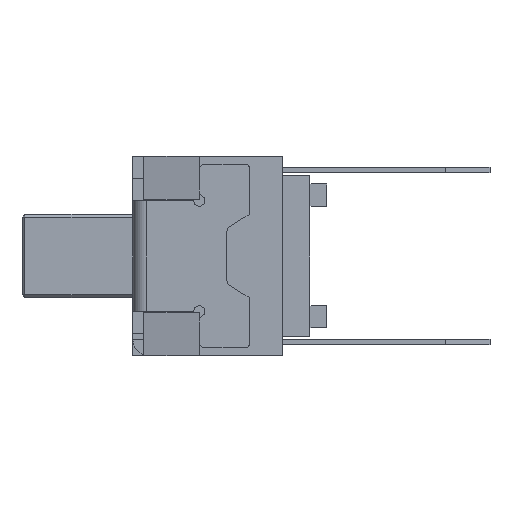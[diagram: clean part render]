
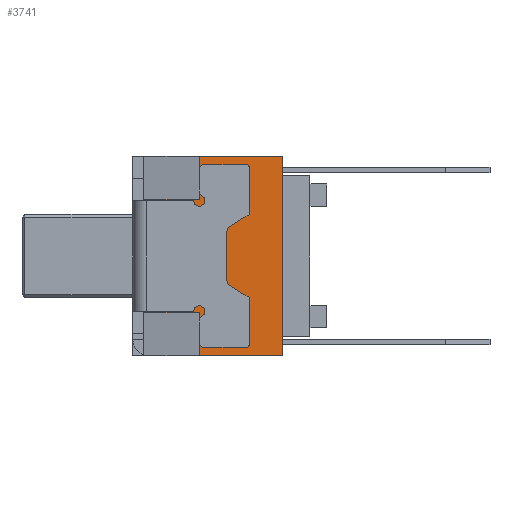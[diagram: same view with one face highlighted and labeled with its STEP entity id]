
A CAD part, left-side view. The second image highlights one B-rep face of the part: STEP entity #3741.
In plain terms, the highlighted face is planar.
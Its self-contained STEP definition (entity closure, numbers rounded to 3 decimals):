
#172 = VERTEX_POINT ( 'NONE', #1038 ) ;
#254 = DIRECTION ( 'NONE',  ( 0., 0., 1. ) ) ;
#332 = CARTESIAN_POINT ( 'NONE',  ( 4.25, 1., 1.025 ) ) ;
#635 = LINE ( 'NONE', #6185, #2657 ) ;
#643 = EDGE_CURVE ( 'NONE', #780, #4544, #7596, .T. ) ;
#780 = VERTEX_POINT ( 'NONE', #5488 ) ;
#832 = LINE ( 'NONE', #3425, #4259 ) ;
#944 = VECTOR ( 'NONE', #5455, 1000. ) ;
#1007 = CARTESIAN_POINT ( 'NONE',  ( 4.25, 2.5, 1.8 ) ) ;
#1038 = CARTESIAN_POINT ( 'NONE',  ( 4.25, 2.5, -1.8 ) ) ;
#1342 = EDGE_CURVE ( 'NONE', #4544, #2901, #4199, .T. ) ;
#1380 = ORIENTED_EDGE ( 'NONE', *, *, #6686, .F. ) ;
#1475 = VERTEX_POINT ( 'NONE', #7555 ) ;
#1614 = VECTOR ( 'NONE', #2851, 1000. ) ;
#1942 = EDGE_LOOP ( 'NONE', ( #5234, #1380, #5249, #7505, #4273, #6411, #3528, #3488 ) ) ;
#2313 = PLANE ( 'NONE',  #2649 ) ;
#2372 = CARTESIAN_POINT ( 'NONE',  ( 4.25, 1., 1.8 ) ) ;
#2395 = LINE ( 'NONE', #7372, #3295 ) ;
#2423 = CARTESIAN_POINT ( 'NONE',  ( 4.25, 1., 1.8 ) ) ;
#2649 = AXIS2_PLACEMENT_3D ( 'NONE', #1007, #3520, #4207 ) ;
#2657 = VECTOR ( 'NONE', #5643, 1000. ) ;
#2732 = EDGE_CURVE ( 'NONE', #4724, #6957, #5435, .T. ) ;
#2851 = DIRECTION ( 'NONE',  ( 0., 0., -1. ) ) ;
#2859 = CARTESIAN_POINT ( 'NONE',  ( 4.25, 0., 1.025 ) ) ;
#2901 = VERTEX_POINT ( 'NONE', #332 ) ;
#3057 = DIRECTION ( 'NONE',  ( 0., 1., 0. ) ) ;
#3295 = VECTOR ( 'NONE', #3057, 1000. ) ;
#3407 = CARTESIAN_POINT ( 'NONE',  ( 4.25, 0., 1.025 ) ) ;
#3425 = CARTESIAN_POINT ( 'NONE',  ( 4.25, 0., -1.025 ) ) ;
#3488 = ORIENTED_EDGE ( 'NONE', *, *, #643, .T. ) ;
#3520 = DIRECTION ( 'NONE',  ( -1., 0., 0. ) ) ;
#3528 = ORIENTED_EDGE ( 'NONE', *, *, #6928, .F. ) ;
#3741 = ADVANCED_FACE ( 'NONE', ( #5437 ), #2313, .F. ) ;
#3785 = CARTESIAN_POINT ( 'NONE',  ( 4.25, 2.5, 1.8 ) ) ;
#3844 = DIRECTION ( 'NONE',  ( 0., -1., 0. ) ) ;
#3926 = CARTESIAN_POINT ( 'NONE',  ( 4.25, 1., -1.8 ) ) ;
#4199 = LINE ( 'NONE', #2372, #1614 ) ;
#4207 = DIRECTION ( 'NONE',  ( 0., 0., 1. ) ) ;
#4259 = VECTOR ( 'NONE', #254, 1000. ) ;
#4273 = ORIENTED_EDGE ( 'NONE', *, *, #2732, .T. ) ;
#4509 = LINE ( 'NONE', #3407, #6867 ) ;
#4544 = VERTEX_POINT ( 'NONE', #6648 ) ;
#4689 = EDGE_CURVE ( 'NONE', #1475, #4724, #2395, .T. ) ;
#4724 = VERTEX_POINT ( 'NONE', #5015 ) ;
#4925 = DIRECTION ( 'NONE',  ( 0., 0., -1. ) ) ;
#5015 = CARTESIAN_POINT ( 'NONE',  ( 4.25, 1., -1.025 ) ) ;
#5101 = LINE ( 'NONE', #7616, #7396 ) ;
#5234 = ORIENTED_EDGE ( 'NONE', *, *, #1342, .T. ) ;
#5249 = ORIENTED_EDGE ( 'NONE', *, *, #8100, .F. ) ;
#5435 = LINE ( 'NONE', #2423, #6759 ) ;
#5437 = FACE_OUTER_BOUND ( 'NONE', #1942, .T. ) ;
#5455 = DIRECTION ( 'NONE',  ( 0., -1., 0. ) ) ;
#5488 = CARTESIAN_POINT ( 'NONE',  ( 4.25, 2.5, 1.8 ) ) ;
#5643 = DIRECTION ( 'NONE',  ( 0., 0., -1. ) ) ;
#5780 = DIRECTION ( 'NONE',  ( 0., 1., 0. ) ) ;
#6185 = CARTESIAN_POINT ( 'NONE',  ( 4.25, 2.5, 1.8 ) ) ;
#6411 = ORIENTED_EDGE ( 'NONE', *, *, #7074, .F. ) ;
#6648 = CARTESIAN_POINT ( 'NONE',  ( 4.25, 1., 1.8 ) ) ;
#6686 = EDGE_CURVE ( 'NONE', #7558, #2901, #4509, .T. ) ;
#6759 = VECTOR ( 'NONE', #4925, 1000. ) ;
#6867 = VECTOR ( 'NONE', #5780, 1000. ) ;
#6928 = EDGE_CURVE ( 'NONE', #780, #172, #635, .T. ) ;
#6957 = VERTEX_POINT ( 'NONE', #3926 ) ;
#7074 = EDGE_CURVE ( 'NONE', #172, #6957, #5101, .T. ) ;
#7372 = CARTESIAN_POINT ( 'NONE',  ( 4.25, 0., -1.025 ) ) ;
#7396 = VECTOR ( 'NONE', #3844, 1000. ) ;
#7505 = ORIENTED_EDGE ( 'NONE', *, *, #4689, .T. ) ;
#7555 = CARTESIAN_POINT ( 'NONE',  ( 4.25, 0., -1.025 ) ) ;
#7558 = VERTEX_POINT ( 'NONE', #2859 ) ;
#7596 = LINE ( 'NONE', #3785, #944 ) ;
#7616 = CARTESIAN_POINT ( 'NONE',  ( 4.25, 2.5, -1.8 ) ) ;
#8100 = EDGE_CURVE ( 'NONE', #1475, #7558, #832, .T. ) ;
